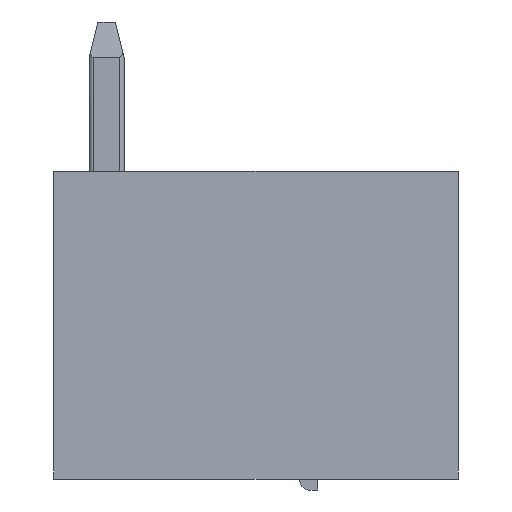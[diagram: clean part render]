
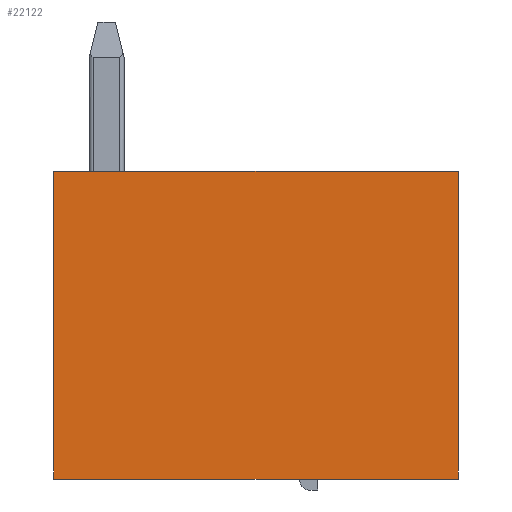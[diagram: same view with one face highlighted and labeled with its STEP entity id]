
A CAD part, front view. The second image highlights one B-rep face of the part: STEP entity #22122.
In plain terms, the highlighted planar face has unit normal (0, -1, 0).
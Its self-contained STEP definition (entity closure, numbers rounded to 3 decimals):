
#74=DIRECTION('',(0.,0.,1.));
#75=VECTOR('',#74,7.);
#76=CARTESIAN_POINT('',(0.,-4.51,-7.));
#77=LINE('',#76,#75);
#896=DIRECTION('',(0.,0.,1.));
#897=VECTOR('',#896,7.);
#898=CARTESIAN_POINT('',(9.2,-4.51,-7.));
#899=LINE('',#898,#897);
#6955=DIRECTION('',(-1.,0.,0.));
#6956=VECTOR('',#6955,9.2);
#6957=CARTESIAN_POINT('',(9.2,-4.51,0.));
#6958=LINE('',#6957,#6956);
#7524=DIRECTION('',(-1.,0.,0.));
#7525=VECTOR('',#7524,9.2);
#7526=CARTESIAN_POINT('',(9.2,-4.51,-7.));
#7527=LINE('',#7526,#7525);
#10091=CARTESIAN_POINT('',(9.2,-4.51,-7.));
#10092=CARTESIAN_POINT('',(9.2,-4.51,0.));
#10093=VERTEX_POINT('',#10091);
#10094=VERTEX_POINT('',#10092);
#10099=CARTESIAN_POINT('',(0.,-4.51,-7.));
#10100=CARTESIAN_POINT('',(0.,-4.51,0.));
#10101=VERTEX_POINT('',#10099);
#10102=VERTEX_POINT('',#10100);
#22111=CARTESIAN_POINT('',(9.2,-4.51,-7.));
#22112=DIRECTION('',(0.,1.,0.));
#22113=DIRECTION('',(0.,0.,1.));
#22114=AXIS2_PLACEMENT_3D('',#22111,#22112,#22113);
#22115=PLANE('',#22114);
#22116=ORIENTED_EDGE('',*,*,#12053,.F.);
#22117=ORIENTED_EDGE('',*,*,#11881,.T.);
#22118=ORIENTED_EDGE('',*,*,#11918,.T.);
#22119=ORIENTED_EDGE('',*,*,#21801,.F.);
#22120=EDGE_LOOP('',(#22116,#22117,#22118,#22119));
#22121=FACE_OUTER_BOUND('',#22120,.F.);
#22122=ADVANCED_FACE('',(#22121),#22115,.F.);
#11881=EDGE_CURVE('',#10093,#10101,#7527,.T.);
#11918=EDGE_CURVE('',#10101,#10102,#77,.T.);
#12053=EDGE_CURVE('',#10093,#10094,#899,.T.);
#21801=EDGE_CURVE('',#10094,#10102,#6958,.T.);
